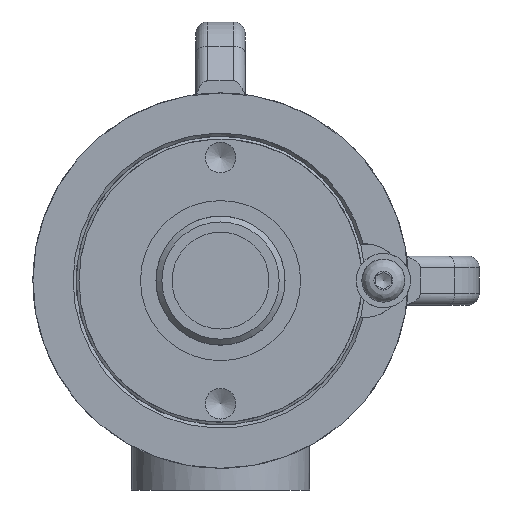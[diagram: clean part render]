
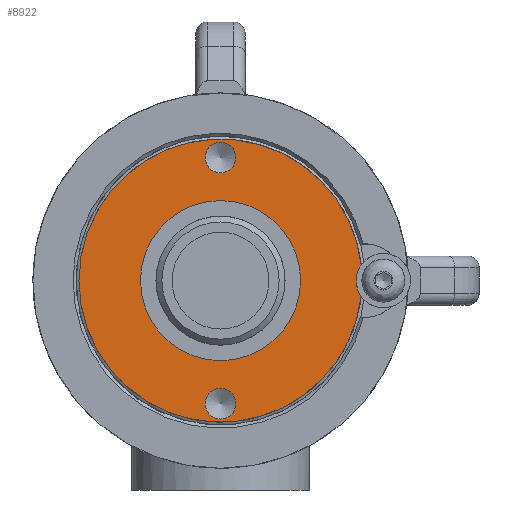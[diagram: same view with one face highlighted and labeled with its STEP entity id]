
A CAD part, left-side view. The second image highlights one B-rep face of the part: STEP entity #8922.
In plain terms, the highlighted planar face has unit normal (-1, 0, 0).
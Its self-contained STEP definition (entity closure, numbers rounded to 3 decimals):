
#93=FACE_BOUND('',#2102,.T.);
#94=FACE_BOUND('',#2103,.T.);
#95=FACE_BOUND('',#2104,.T.);
#1136=PLANE('',#9515);
#1557=FACE_OUTER_BOUND('',#2101,.T.);
#2101=EDGE_LOOP('',(#7721,#7722,#7723));
#2102=EDGE_LOOP('',(#7724,#7725));
#2103=EDGE_LOOP('',(#7726,#7727));
#2104=EDGE_LOOP('',(#7728));
#3380=CIRCLE('',#9516,7.);
#3381=CIRCLE('',#9517,36.5);
#3382=CIRCLE('',#9518,36.5);
#3383=CIRCLE('',#9519,3.95);
#3384=CIRCLE('',#9520,3.95);
#3385=CIRCLE('',#9521,3.95);
#3386=CIRCLE('',#9522,3.95);
#3387=CIRCLE('',#9523,19.85);
#4216=VERTEX_POINT('',#65008);
#4217=VERTEX_POINT('',#65009);
#4218=VERTEX_POINT('',#65011);
#4219=VERTEX_POINT('',#65014);
#4220=VERTEX_POINT('',#65015);
#4221=VERTEX_POINT('',#65018);
#4222=VERTEX_POINT('',#65019);
#4223=VERTEX_POINT('',#65022);
#5426=EDGE_CURVE('',#4216,#4217,#3380,.T.);
#5427=EDGE_CURVE('',#4218,#4217,#3381,.T.);
#5428=EDGE_CURVE('',#4216,#4218,#3382,.T.);
#5429=EDGE_CURVE('',#4219,#4220,#3383,.T.);
#5430=EDGE_CURVE('',#4220,#4219,#3384,.T.);
#5431=EDGE_CURVE('',#4221,#4222,#3385,.T.);
#5432=EDGE_CURVE('',#4222,#4221,#3386,.T.);
#5433=EDGE_CURVE('',#4223,#4223,#3387,.T.);
#7721=ORIENTED_EDGE('',*,*,#5426,.T.);
#7722=ORIENTED_EDGE('',*,*,#5427,.F.);
#7723=ORIENTED_EDGE('',*,*,#5428,.F.);
#7724=ORIENTED_EDGE('',*,*,#5429,.T.);
#7725=ORIENTED_EDGE('',*,*,#5430,.T.);
#7726=ORIENTED_EDGE('',*,*,#5431,.T.);
#7727=ORIENTED_EDGE('',*,*,#5432,.T.);
#7728=ORIENTED_EDGE('',*,*,#5433,.T.);
#8922=ADVANCED_FACE('',(#1557,#93,#94,#95),#1136,.T.);
#9515=AXIS2_PLACEMENT_3D('',#65007,#11035,#11036);
#9516=AXIS2_PLACEMENT_3D('',#65010,#11037,#11038);
#9517=AXIS2_PLACEMENT_3D('',#65012,#11039,#11040);
#9518=AXIS2_PLACEMENT_3D('',#65013,#11041,#11042);
#9519=AXIS2_PLACEMENT_3D('',#65016,#11043,#11044);
#9520=AXIS2_PLACEMENT_3D('',#65017,#11045,#11046);
#9521=AXIS2_PLACEMENT_3D('',#65020,#11047,#11048);
#9522=AXIS2_PLACEMENT_3D('',#65021,#11049,#11050);
#9523=AXIS2_PLACEMENT_3D('',#65023,#11051,#11052);
#11035=DIRECTION('center_axis',(-1.,0.,0.));
#11036=DIRECTION('ref_axis',(0.,0.,-1.));
#11037=DIRECTION('center_axis',(1.,0.,0.));
#11038=DIRECTION('ref_axis',(0.,-0.76,0.65));
#11039=DIRECTION('center_axis',(1.,0.,0.));
#11040=DIRECTION('ref_axis',(0.,-1.,0.));
#11041=DIRECTION('center_axis',(1.,0.,0.));
#11042=DIRECTION('ref_axis',(0.,-1.,0.));
#11043=DIRECTION('center_axis',(1.,0.,0.));
#11044=DIRECTION('ref_axis',(0.,0.,-1.));
#11045=DIRECTION('center_axis',(1.,0.,0.));
#11046=DIRECTION('ref_axis',(0.,0.,-1.));
#11047=DIRECTION('center_axis',(1.,0.,0.));
#11048=DIRECTION('ref_axis',(0.,0.,-1.));
#11049=DIRECTION('center_axis',(1.,0.,0.));
#11050=DIRECTION('ref_axis',(0.,0.,-1.));
#11051=DIRECTION('center_axis',(1.,0.,0.));
#11052=DIRECTION('ref_axis',(0.,0.,-1.));
#65007=CARTESIAN_POINT('Origin',(-74.046,-18.25,0.));
#65008=CARTESIAN_POINT('',(-74.046,-36.277,-4.03));
#65009=CARTESIAN_POINT('',(-74.046,-36.277,4.03));
#65010=CARTESIAN_POINT('Origin',(-74.046,-42.,0.));
#65011=CARTESIAN_POINT('',(-74.046,36.5,0.));
#65012=CARTESIAN_POINT('Origin',(-74.046,0.,0.));
#65013=CARTESIAN_POINT('Origin',(-74.046,0.,0.));
#65014=CARTESIAN_POINT('',(-74.046,0.,27.8));
#65015=CARTESIAN_POINT('',(-74.046,0.,35.7));
#65016=CARTESIAN_POINT('Origin',(-74.046,0.,31.75));
#65017=CARTESIAN_POINT('Origin',(-74.046,0.,31.75));
#65018=CARTESIAN_POINT('',(-74.046,0.,-35.7));
#65019=CARTESIAN_POINT('',(-74.046,0.,-27.8));
#65020=CARTESIAN_POINT('Origin',(-74.046,0.,-31.75));
#65021=CARTESIAN_POINT('Origin',(-74.046,0.,-31.75));
#65022=CARTESIAN_POINT('',(-74.046,0.,19.85));
#65023=CARTESIAN_POINT('Origin',(-74.046,0.,0.));
